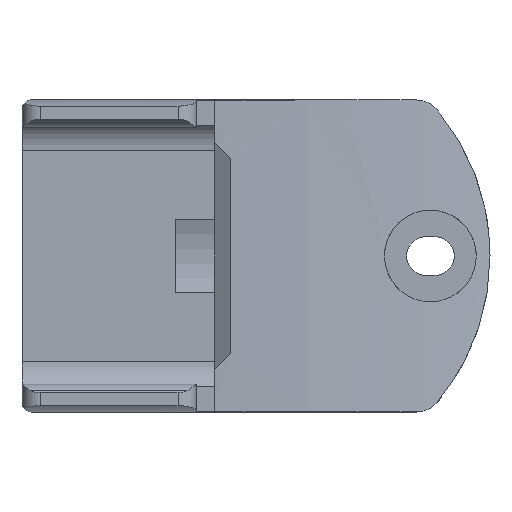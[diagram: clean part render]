
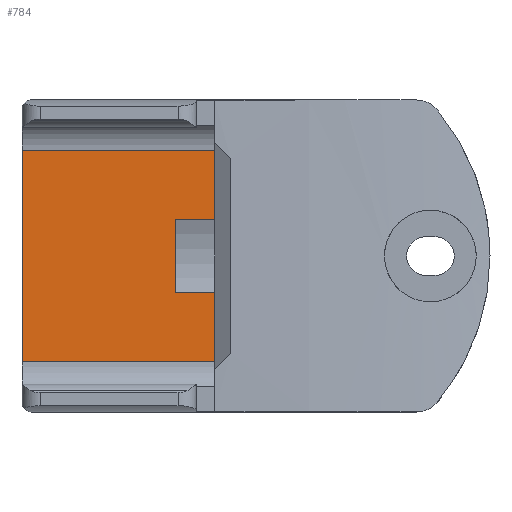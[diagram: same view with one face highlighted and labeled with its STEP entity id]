
A CAD part, top view. The second image highlights one B-rep face of the part: STEP entity #784.
In plain terms, the highlighted planar face has unit normal (0, 0, 1).
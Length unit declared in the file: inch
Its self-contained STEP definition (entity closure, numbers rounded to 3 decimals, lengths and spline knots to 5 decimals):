
#21 = DIRECTION ( 'NONE',  ( -1., 0., 0. ) ) ;
#85 = CARTESIAN_POINT ( 'NONE',  ( -1.09252, -0.15717, 0.10827 ) ) ;
#100 = CARTESIAN_POINT ( 'NONE',  ( -1.75197, -0.45276, 0.10827 ) ) ;
#216 = LINE ( 'NONE', #1014, #443 ) ;
#228 = VERTEX_POINT ( 'NONE', #1131 ) ;
#233 = VECTOR ( 'NONE', #1718, 39.37008 ) ;
#293 = CARTESIAN_POINT ( 'NONE',  ( -0.9252, -0.15717, 0.10827 ) ) ;
#349 = ORIENTED_EDGE ( 'NONE', *, *, #566, .T. ) ;
#353 = AXIS2_PLACEMENT_3D ( 'NONE', #547, #980, #1422 ) ;
#371 = VECTOR ( 'NONE', #1185, 39.37008 ) ;
#374 = EDGE_CURVE ( 'NONE', #1142, #228, #464, .T. ) ;
#403 = VERTEX_POINT ( 'NONE', #85 ) ;
#414 = VECTOR ( 'NONE', #517, 39.37008 ) ;
#424 = CARTESIAN_POINT ( 'NONE',  ( -1.75197, -0.62992, 0.10827 ) ) ;
#443 = VECTOR ( 'NONE', #1560, 39.37008 ) ;
#464 = LINE ( 'NONE', #935, #414 ) ;
#490 = EDGE_CURVE ( 'NONE', #1525, #670, #1739, .T. ) ;
#516 = ORIENTED_EDGE ( 'NONE', *, *, #645, .T. ) ;
#517 = DIRECTION ( 'NONE',  ( 1., 0., 0. ) ) ;
#547 = CARTESIAN_POINT ( 'NONE',  ( -1.75197, 0.45276, 0.10827 ) ) ;
#551 = FACE_OUTER_BOUND ( 'NONE', #1836, .T. ) ;
#566 = EDGE_CURVE ( 'NONE', #228, #1808, #216, .T. ) ;
#645 = EDGE_CURVE ( 'NONE', #1808, #403, #1665, .T. ) ;
#670 = VERTEX_POINT ( 'NONE', #883 ) ;
#750 = LINE ( 'NONE', #424, #1241 ) ;
#784 = ADVANCED_FACE ( 'NONE', ( #551 ), #1826, .T. ) ;
#844 = ORIENTED_EDGE ( 'NONE', *, *, #1457, .T. ) ;
#875 = CARTESIAN_POINT ( 'NONE',  ( -1.75197, 0.45276, 0.10827 ) ) ;
#883 = CARTESIAN_POINT ( 'NONE',  ( -0.9252, 0.15717, 0.10827 ) ) ;
#935 = CARTESIAN_POINT ( 'NONE',  ( -1.75197, -0.45276, 0.10827 ) ) ;
#980 = DIRECTION ( 'NONE',  ( 0., 0., 1. ) ) ;
#983 = ORIENTED_EDGE ( 'NONE', *, *, #490, .T. ) ;
#993 = CARTESIAN_POINT ( 'NONE',  ( -0.9252, 0.45276, 0.10827 ) ) ;
#1014 = CARTESIAN_POINT ( 'NONE',  ( -0.9252, 0.45276, 0.10827 ) ) ;
#1056 = CARTESIAN_POINT ( 'NONE',  ( -1.09252, 0.15717, 0.10827 ) ) ;
#1068 = LINE ( 'NONE', #1605, #371 ) ;
#1131 = CARTESIAN_POINT ( 'NONE',  ( -0.9252, -0.45276, 0.10827 ) ) ;
#1142 = VERTEX_POINT ( 'NONE', #100 ) ;
#1156 = VECTOR ( 'NONE', #1266, 39.37008 ) ;
#1175 = LINE ( 'NONE', #1432, #233 ) ;
#1185 = DIRECTION ( 'NONE',  ( 0., 1., 0. ) ) ;
#1241 = VECTOR ( 'NONE', #1693, 39.37008 ) ;
#1247 = EDGE_CURVE ( 'NONE', #670, #1371, #1425, .T. ) ;
#1262 = DIRECTION ( 'NONE',  ( 0., 1., 0. ) ) ;
#1266 = DIRECTION ( 'NONE',  ( 1., 0., 0. ) ) ;
#1333 = ORIENTED_EDGE ( 'NONE', *, *, #1363, .T. ) ;
#1363 = EDGE_CURVE ( 'NONE', #1371, #1483, #1175, .T. ) ;
#1371 = VERTEX_POINT ( 'NONE', #1587 ) ;
#1407 = CARTESIAN_POINT ( 'NONE',  ( -1.75197, 0.15717, 0.10827 ) ) ;
#1422 = DIRECTION ( 'NONE',  ( 1., 0., 0. ) ) ;
#1425 = LINE ( 'NONE', #993, #1822 ) ;
#1432 = CARTESIAN_POINT ( 'NONE',  ( -1.75197, 0.45276, 0.10827 ) ) ;
#1453 = VECTOR ( 'NONE', #21, 39.37008 ) ;
#1457 = EDGE_CURVE ( 'NONE', #403, #1525, #1068, .T. ) ;
#1465 = CARTESIAN_POINT ( 'NONE',  ( -1.75197, -0.15717, 0.10827 ) ) ;
#1483 = VERTEX_POINT ( 'NONE', #875 ) ;
#1525 = VERTEX_POINT ( 'NONE', #1056 ) ;
#1560 = DIRECTION ( 'NONE',  ( 0., 1., 0. ) ) ;
#1587 = CARTESIAN_POINT ( 'NONE',  ( -0.9252, 0.45276, 0.10827 ) ) ;
#1605 = CARTESIAN_POINT ( 'NONE',  ( -1.09252, 0.45276, 0.10827 ) ) ;
#1655 = ORIENTED_EDGE ( 'NONE', *, *, #374, .T. ) ;
#1665 = LINE ( 'NONE', #1465, #1453 ) ;
#1693 = DIRECTION ( 'NONE',  ( 0., 1., 0. ) ) ;
#1702 = EDGE_CURVE ( 'NONE', #1142, #1483, #750, .T. ) ;
#1718 = DIRECTION ( 'NONE',  ( -1., 0., 0. ) ) ;
#1729 = ORIENTED_EDGE ( 'NONE', *, *, #1247, .T. ) ;
#1739 = LINE ( 'NONE', #1407, #1156 ) ;
#1808 = VERTEX_POINT ( 'NONE', #293 ) ;
#1822 = VECTOR ( 'NONE', #1262, 39.37008 ) ;
#1826 = PLANE ( 'NONE',  #353 ) ;
#1836 = EDGE_LOOP ( 'NONE', ( #349, #516, #844, #983, #1729, #1333, #1855, #1655 ) ) ;
#1855 = ORIENTED_EDGE ( 'NONE', *, *, #1702, .F. ) ;
